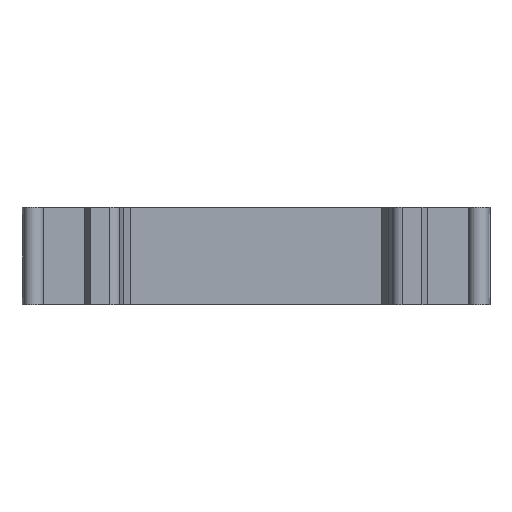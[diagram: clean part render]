
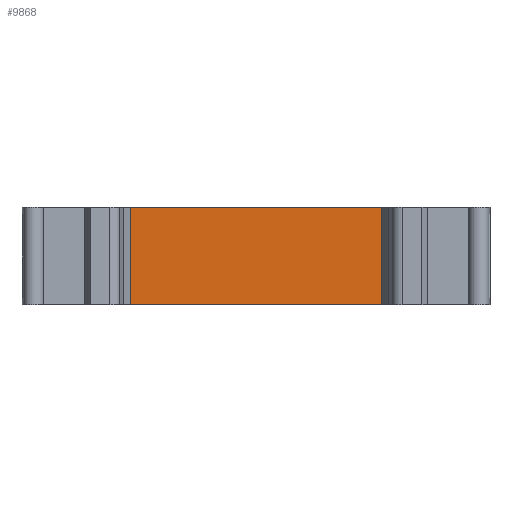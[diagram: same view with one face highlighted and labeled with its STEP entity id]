
A CAD part, front view. The second image highlights one B-rep face of the part: STEP entity #9868.
In plain terms, the highlighted planar face has unit normal (0, -1, 0).
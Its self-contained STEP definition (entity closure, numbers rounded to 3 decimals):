
#60 = EDGE_CURVE ( 'NONE', #1729, #967, #9959, .T. ) ;
#967 = VERTEX_POINT ( 'NONE', #7314 ) ;
#1075 = CARTESIAN_POINT ( 'NONE',  ( -15.041, 0., 5.85 ) ) ;
#1617 = FACE_OUTER_BOUND ( 'NONE', #2577, .T. ) ;
#1729 = VERTEX_POINT ( 'NONE', #10240 ) ;
#1796 = DIRECTION ( 'NONE',  ( 1., 0., 0. ) ) ;
#2403 = CARTESIAN_POINT ( 'NONE',  ( 15.041, 0., 5.85 ) ) ;
#2465 = VERTEX_POINT ( 'NONE', #3862 ) ;
#2577 = EDGE_LOOP ( 'NONE', ( #14687, #11202, #10638, #5554 ) ) ;
#3601 = VECTOR ( 'NONE', #12236, 1000. ) ;
#3862 = CARTESIAN_POINT ( 'NONE',  ( 15.041, 0., -5.85 ) ) ;
#4276 = EDGE_CURVE ( 'NONE', #2465, #4804, #8005, .T. ) ;
#4725 = VECTOR ( 'NONE', #6747, 1000. ) ;
#4804 = VERTEX_POINT ( 'NONE', #2403 ) ;
#5064 = DIRECTION ( 'NONE',  ( 0., 1., 0. ) ) ;
#5206 = DIRECTION ( 'NONE',  ( 0., 0., 1. ) ) ;
#5344 = CARTESIAN_POINT ( 'NONE',  ( -15.041, 0., 5.85 ) ) ;
#5554 = ORIENTED_EDGE ( 'NONE', *, *, #11138, .T. ) ;
#6652 = DIRECTION ( 'NONE',  ( 0., 0., 1. ) ) ;
#6722 = CARTESIAN_POINT ( 'NONE',  ( 15.041, 0., 5.85 ) ) ;
#6747 = DIRECTION ( 'NONE',  ( 1., 0., 0. ) ) ;
#7314 = CARTESIAN_POINT ( 'NONE',  ( -15.041, 0., 5.85 ) ) ;
#8005 = LINE ( 'NONE', #6722, #13643 ) ;
#8263 = PLANE ( 'NONE',  #11135 ) ;
#9706 = VECTOR ( 'NONE', #1796, 1000. ) ;
#9868 = ADVANCED_FACE ( 'NONE', ( #1617 ), #8263, .F. ) ;
#9959 = LINE ( 'NONE', #12993, #3601 ) ;
#10070 = LINE ( 'NONE', #10795, #9706 ) ;
#10240 = CARTESIAN_POINT ( 'NONE',  ( -15.041, 0., -5.85 ) ) ;
#10638 = ORIENTED_EDGE ( 'NONE', *, *, #60, .F. ) ;
#10795 = CARTESIAN_POINT ( 'NONE',  ( -15.041, 0., -5.85 ) ) ;
#10887 = EDGE_CURVE ( 'NONE', #967, #4804, #13406, .T. ) ;
#11135 = AXIS2_PLACEMENT_3D ( 'NONE', #5344, #5064, #5206 ) ;
#11138 = EDGE_CURVE ( 'NONE', #1729, #2465, #10070, .T. ) ;
#11202 = ORIENTED_EDGE ( 'NONE', *, *, #10887, .F. ) ;
#12236 = DIRECTION ( 'NONE',  ( 0., 0., 1. ) ) ;
#12993 = CARTESIAN_POINT ( 'NONE',  ( -15.041, 0., 5.85 ) ) ;
#13406 = LINE ( 'NONE', #1075, #4725 ) ;
#13643 = VECTOR ( 'NONE', #6652, 1000. ) ;
#14687 = ORIENTED_EDGE ( 'NONE', *, *, #4276, .T. ) ;
